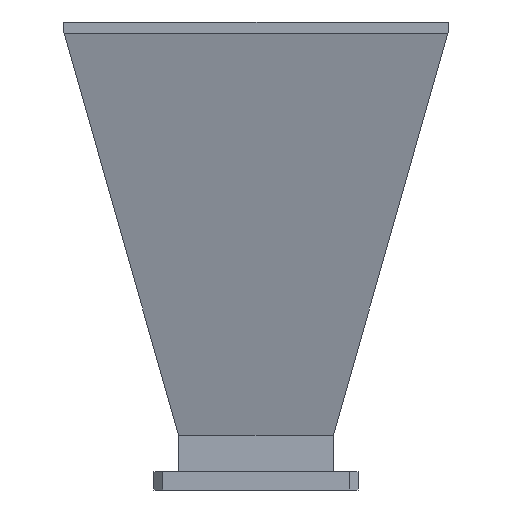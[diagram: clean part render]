
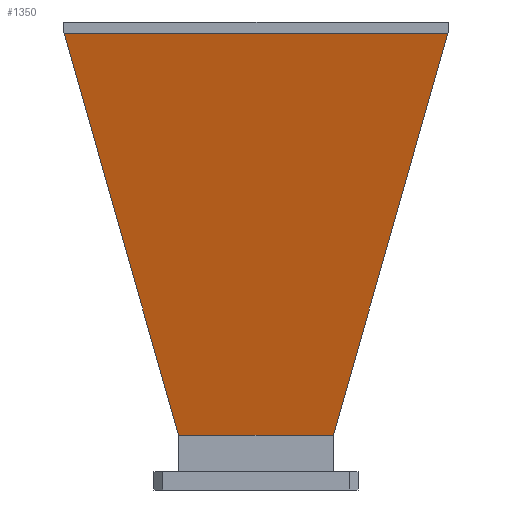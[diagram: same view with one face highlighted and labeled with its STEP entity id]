
A CAD part, left-side view. The second image highlights one B-rep face of the part: STEP entity #1350.
In plain terms, the highlighted planar face has unit normal (-0.971, 0, -0.24).
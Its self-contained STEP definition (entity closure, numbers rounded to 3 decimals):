
#106 = EDGE_CURVE ( 'NONE', #1886, #1645, #1936, .T. ) ;
#118 = DIRECTION ( 'NONE',  ( 0., -1., 0. ) ) ;
#252 = CARTESIAN_POINT ( 'NONE',  ( -14.075, -26.79, 49.634 ) ) ;
#291 = VECTOR ( 'NONE', #118, 1000. ) ;
#294 = VECTOR ( 'NONE', #375, 1000. ) ;
#344 = DIRECTION ( 'NONE',  ( -0.971, 0., -0.24 ) ) ;
#375 = DIRECTION ( 'NONE',  ( 0.231, 0.267, -0.936 ) ) ;
#489 = DIRECTION ( 'NONE',  ( -0.231, 0.267, 0.936 ) ) ;
#500 = VERTEX_POINT ( 'NONE', #988 ) ;
#545 = CARTESIAN_POINT ( 'NONE',  ( -48.451, 0., 188.604 ) ) ;
#800 = CARTESIAN_POINT ( 'NONE',  ( -14.075, 26.79, 49.634 ) ) ;
#850 = CARTESIAN_POINT ( 'NONE',  ( -48.451, -66.396, 188.604 ) ) ;
#970 = VERTEX_POINT ( 'NONE', #252 ) ;
#971 = ORIENTED_EDGE ( 'NONE', *, *, #1960, .F. ) ;
#976 = DIRECTION ( 'NONE',  ( 0., 1., 0. ) ) ;
#988 = CARTESIAN_POINT ( 'NONE',  ( -14.075, 26.79, 49.634 ) ) ;
#1006 = ORIENTED_EDGE ( 'NONE', *, *, #1063, .T. ) ;
#1062 = CARTESIAN_POINT ( 'NONE',  ( -48.451, -66.396, 188.604 ) ) ;
#1063 = EDGE_CURVE ( 'NONE', #500, #970, #1543, .T. ) ;
#1146 = CARTESIAN_POINT ( 'NONE',  ( -48.451, 66.396, 188.604 ) ) ;
#1165 = PLANE ( 'NONE',  #1391 ) ;
#1189 = VECTOR ( 'NONE', #489, 1000. ) ;
#1259 = ORIENTED_EDGE ( 'NONE', *, *, #106, .T. ) ;
#1350 = ADVANCED_FACE ( 'NONE', ( #1502 ), #1165, .T. ) ;
#1390 = VECTOR ( 'NONE', #976, 1000. ) ;
#1391 = AXIS2_PLACEMENT_3D ( 'NONE', #1965, #344, #1794 ) ;
#1438 = LINE ( 'NONE', #850, #294 ) ;
#1478 = LINE ( 'NONE', #800, #1189 ) ;
#1502 = FACE_OUTER_BOUND ( 'NONE', #1513, .T. ) ;
#1513 = EDGE_LOOP ( 'NONE', ( #1006, #1738, #1259, #971 ) ) ;
#1543 = LINE ( 'NONE', #1706, #291 ) ;
#1645 = VERTEX_POINT ( 'NONE', #1146 ) ;
#1682 = EDGE_CURVE ( 'NONE', #1886, #970, #1438, .T. ) ;
#1706 = CARTESIAN_POINT ( 'NONE',  ( -14.074, 0., 49.634 ) ) ;
#1738 = ORIENTED_EDGE ( 'NONE', *, *, #1682, .F. ) ;
#1794 = DIRECTION ( 'NONE',  ( -0.24, 0., 0.971 ) ) ;
#1886 = VERTEX_POINT ( 'NONE', #1062 ) ;
#1936 = LINE ( 'NONE', #545, #1390 ) ;
#1960 = EDGE_CURVE ( 'NONE', #500, #1645, #1478, .T. ) ;
#1965 = CARTESIAN_POINT ( 'NONE',  ( -31.63, 0., 120.603 ) ) ;
